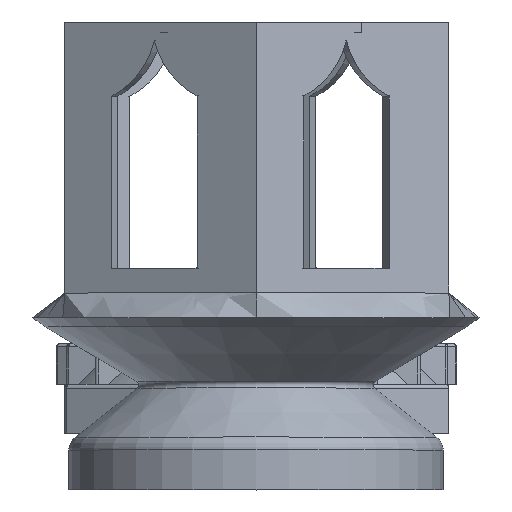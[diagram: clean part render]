
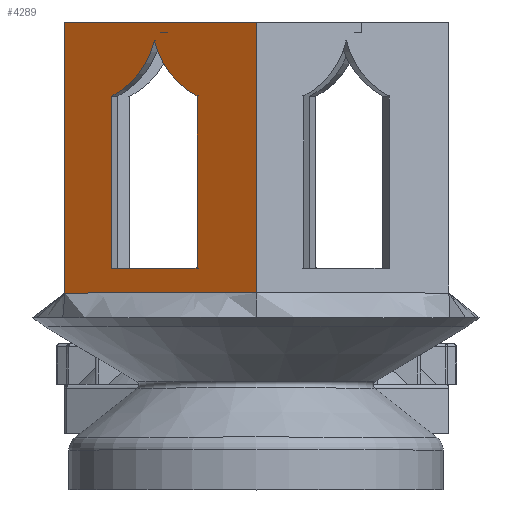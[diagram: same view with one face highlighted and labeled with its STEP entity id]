
A CAD part, top view. The second image highlights one B-rep face of the part: STEP entity #4289.
In plain terms, the highlighted planar face has unit normal (-0.5, 0, 0.866).
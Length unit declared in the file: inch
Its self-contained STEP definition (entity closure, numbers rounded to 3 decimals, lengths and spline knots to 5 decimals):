
#140=FACE_BOUND('',#730,.T.);
#294=PLANE('',#4628);
#451=FACE_OUTER_BOUND('',#729,.T.);
#729=EDGE_LOOP('',(#3211,#3212,#3213,#3214));
#730=EDGE_LOOP('',(#3215,#3216,#3217,#3218,#3219));
#991=CIRCLE('',#4569,1.04734);
#993=CIRCLE('',#4575,1.04734);
#1157=LINE('',#6354,#1527);
#1180=LINE('',#6580,#1550);
#1183=LINE('',#6586,#1553);
#1186=LINE('',#6592,#1556);
#1261=LINE('',#6786,#1631);
#1262=LINE('',#6788,#1632);
#1263=LINE('',#6789,#1633);
#1527=VECTOR('',#4989,1.1811);
#1550=VECTOR('',#5126,1.1811);
#1553=VECTOR('',#5131,1.1811);
#1556=VECTOR('',#5136,1.1811);
#1631=VECTOR('',#5323,1.1811);
#1632=VECTOR('',#5324,1.1811);
#1633=VECTOR('',#5325,1.1811);
#1895=VERTEX_POINT('',#6322);
#1898=VERTEX_POINT('',#6353);
#1933=VERTEX_POINT('',#6571);
#1934=VERTEX_POINT('',#6573);
#1936=VERTEX_POINT('',#6579);
#1938=VERTEX_POINT('',#6585);
#1940=VERTEX_POINT('',#6591);
#2003=VERTEX_POINT('',#6785);
#2004=VERTEX_POINT('',#6787);
#2291=EDGE_CURVE('',#1895,#1898,#1157,.T.);
#2345=EDGE_CURVE('',#1934,#1933,#991,.T.);
#2348=EDGE_CURVE('',#1936,#1934,#1180,.T.);
#2351=EDGE_CURVE('',#1938,#1936,#1183,.T.);
#2354=EDGE_CURVE('',#1940,#1938,#1186,.T.);
#2357=EDGE_CURVE('',#1933,#1940,#993,.T.);
#2451=EDGE_CURVE('',#1895,#2003,#1261,.T.);
#2452=EDGE_CURVE('',#2004,#2003,#1262,.T.);
#2453=EDGE_CURVE('',#1898,#2004,#1263,.T.);
#3211=ORIENTED_EDGE('',*,*,#2291,.F.);
#3212=ORIENTED_EDGE('',*,*,#2451,.T.);
#3213=ORIENTED_EDGE('',*,*,#2452,.F.);
#3214=ORIENTED_EDGE('',*,*,#2453,.F.);
#3215=ORIENTED_EDGE('',*,*,#2351,.T.);
#3216=ORIENTED_EDGE('',*,*,#2348,.T.);
#3217=ORIENTED_EDGE('',*,*,#2345,.T.);
#3218=ORIENTED_EDGE('',*,*,#2357,.T.);
#3219=ORIENTED_EDGE('',*,*,#2354,.T.);
#4289=ADVANCED_FACE('',(#451,#140),#294,.T.);
#4569=AXIS2_PLACEMENT_3D('',#6574,#5120,#5121);
#4575=AXIS2_PLACEMENT_3D('',#6596,#5142,#5143);
#4628=AXIS2_PLACEMENT_3D('',#6784,#5321,#5322);
#4989=DIRECTION('',(-0.866,0.,-0.5));
#5120=DIRECTION('center_axis',(-0.5,0.,0.866));
#5121=DIRECTION('ref_axis',(0.337,-0.921,0.195));
#5126=DIRECTION('',(0.,1.,0.));
#5131=DIRECTION('',(-0.866,0.,-0.5));
#5136=DIRECTION('',(0.,-1.,0.));
#5142=DIRECTION('center_axis',(-0.5,0.,0.866));
#5143=DIRECTION('ref_axis',(-0.833,-0.272,-0.481));
#5321=DIRECTION('center_axis',(-0.5,0.,0.866));
#5322=DIRECTION('ref_axis',(0.866,0.,0.5));
#5323=DIRECTION('',(0.,1.,0.));
#5324=DIRECTION('',(0.866,0.,0.5));
#5325=DIRECTION('',(0.,1.,0.));
#6322=CARTESIAN_POINT('',(1.67717,0.83,1.79576));
#6353=CARTESIAN_POINT('',(-0.66283,0.83,0.44476));
#6354=CARTESIAN_POINT('',(-0.66283,0.83,0.44476));
#6571=CARTESIAN_POINT('',(0.42746,3.90976,1.07423));
#6573=CARTESIAN_POINT('',(-0.09216,3.23,0.77423));
#6574=CARTESIAN_POINT('Origin',(-0.44536,4.19467,0.57031));
#6579=CARTESIAN_POINT('',(-0.09216,1.13,0.77423));
#6580=CARTESIAN_POINT('',(-0.09216,0.98,0.77423));
#6585=CARTESIAN_POINT('',(0.94708,1.13,1.37423));
#6586=CARTESIAN_POINT('',(0.14212,1.13,0.9095));
#6591=CARTESIAN_POINT('',(0.94708,3.23,1.37423));
#6592=CARTESIAN_POINT('',(0.94708,2.03,1.37423));
#6596=CARTESIAN_POINT('Origin',(1.30028,4.19467,1.57815));
#6784=CARTESIAN_POINT('Origin',(-0.66283,0.83,0.44476));
#6785=CARTESIAN_POINT('',(1.67717,4.13,1.79576));
#6786=CARTESIAN_POINT('',(1.67717,0.83,1.79576));
#6787=CARTESIAN_POINT('',(-0.66283,4.13,0.44476));
#6788=CARTESIAN_POINT('',(-0.66283,4.13,0.44476));
#6789=CARTESIAN_POINT('',(-0.66283,0.83,0.44476));
